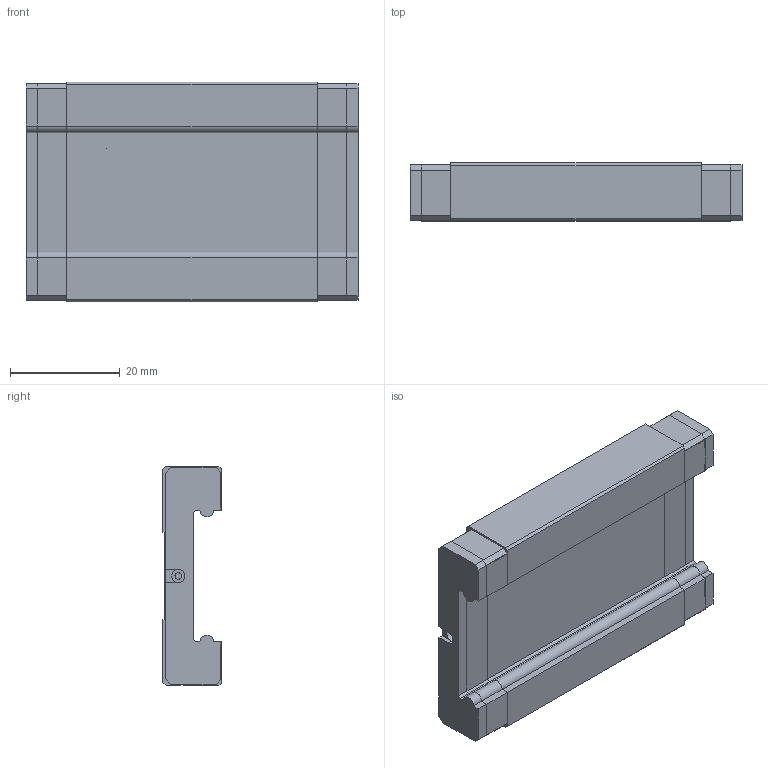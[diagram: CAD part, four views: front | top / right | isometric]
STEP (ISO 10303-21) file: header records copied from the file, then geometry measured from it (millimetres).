
FILE_DESCRIPTION(/* description */ (''),/* implementation_level */ '2;1');
FILE_NAME(/* name */ 'MGW12HZ0C_GW202310013114.stp',/* time_stamp */ '2023-10-13T12:45:22+08:00',/* author */ ('user'),/* organization */ (''),/* preprocessor_version */ 'ST-DEVELOPER v17',/* originating_system */ 'Autodesk Inventor 2018',/* authorisation */ '');
FILE_SCHEMA (('AUTOMOTIVE_DESIGN { 1 0 10303 214 3 1 1 }'));
Products named in the file (2): MGW12HZ0C_GW202310013114; MGW12H_右封_temp
Assembly tree (1 placements, depth 2):
  MGW12HZ0C_GW202310013114
    MGW12H_右封_temp
Bounding box: 60.4 x 10.6 x 40 mm (x, y, z)
Volume: 17842.1 mm3; surface area: 9818.2 mm2
Topology: 5 solids, 5 shells, 128 faces, 363 edges, 243 vertices
Faces by surface type: plane 105, cylinder 19, cone 4
Full cylindrical faces by diameter (mm): 1.2 x2, 2.4 x2, 2.459 x4
Entity records: 4202 total; most frequent: CARTESIAN_POINT 733, ORIENTED_EDGE 718, DIRECTION 670, EDGE_CURVE 359, LINE 310, VECTOR 310, VERTEX_POINT 243, AXIS2_PLACEMENT_3D 180
